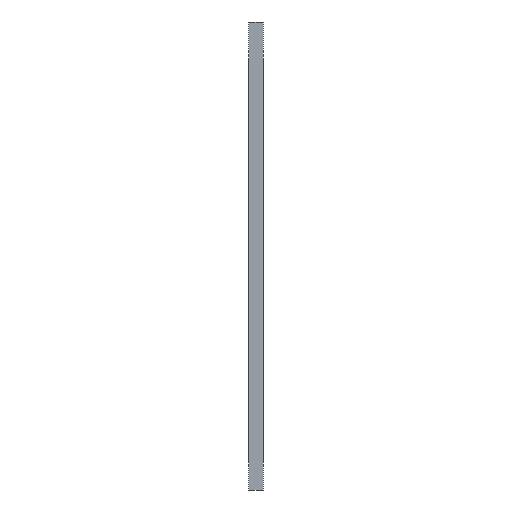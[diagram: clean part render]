
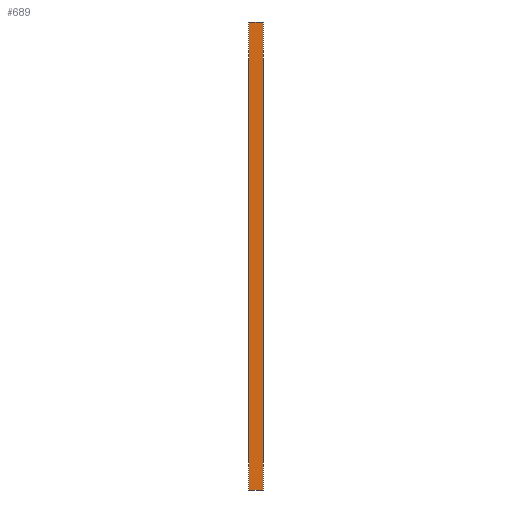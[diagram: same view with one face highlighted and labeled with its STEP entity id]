
A CAD part, left-side view. The second image highlights one B-rep face of the part: STEP entity #689.
In plain terms, the highlighted planar face has unit normal (-1, 0, 0).
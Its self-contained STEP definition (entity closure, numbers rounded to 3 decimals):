
#43=PLANE('',#769);
#77=FACE_OUTER_BOUND('',#111,.T.);
#111=EDGE_LOOP('',(#565,#566,#567,#568));
#185=LINE('',#1145,#249);
#186=LINE('',#1147,#250);
#187=LINE('',#1149,#251);
#188=LINE('',#1150,#252);
#249=VECTOR('',#951,10.);
#250=VECTOR('',#952,10.);
#251=VECTOR('',#953,10.);
#252=VECTOR('',#954,10.);
#349=VERTEX_POINT('',#1143);
#350=VERTEX_POINT('',#1144);
#351=VERTEX_POINT('',#1146);
#352=VERTEX_POINT('',#1148);
#441=EDGE_CURVE('',#349,#350,#185,.T.);
#442=EDGE_CURVE('',#349,#351,#186,.T.);
#443=EDGE_CURVE('',#352,#351,#187,.T.);
#444=EDGE_CURVE('',#350,#352,#188,.T.);
#565=ORIENTED_EDGE('',*,*,#441,.F.);
#566=ORIENTED_EDGE('',*,*,#442,.T.);
#567=ORIENTED_EDGE('',*,*,#443,.F.);
#568=ORIENTED_EDGE('',*,*,#444,.F.);
#689=ADVANCED_FACE('',(#77),#43,.T.);
#769=AXIS2_PLACEMENT_3D('',#1142,#949,#950);
#949=DIRECTION('center_axis',(-1.,0.,0.));
#950=DIRECTION('ref_axis',(0.,0.,
-1.));
#951=DIRECTION('',(0.,0.,1.));
#952=DIRECTION('',(0.,-1.,0.));
#953=DIRECTION('',(0.,0.,-1.));
#954=DIRECTION('',(0.,-1.,0.));
#1142=CARTESIAN_POINT('Origin',(9.125,-173.5,25.25));
#1143=CARTESIAN_POINT('',(9.125,-173.5,-24.75));
#1144=CARTESIAN_POINT('',(9.125,-173.5,25.25));
#1145=CARTESIAN_POINT('',(9.125,-173.5,-24.75));
#1146=CARTESIAN_POINT('',(9.125,-175.,-24.75));
#1147=CARTESIAN_POINT('',(9.125,-173.5,-24.75));
#1148=CARTESIAN_POINT('',(9.125,-175.,25.25));
#1149=CARTESIAN_POINT('',(9.125,-175.,-24.75));
#1150=CARTESIAN_POINT('',(9.125,-173.5,25.25));
